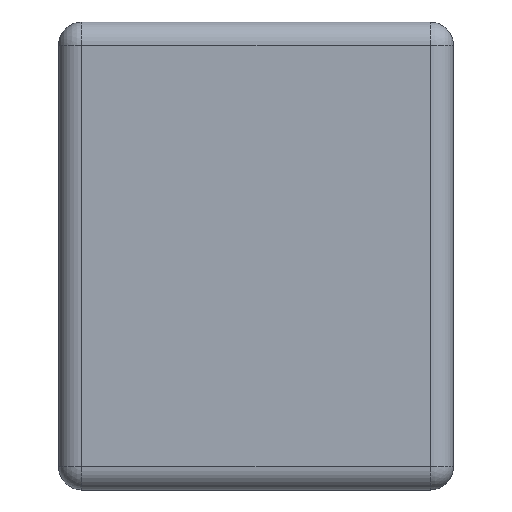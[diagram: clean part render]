
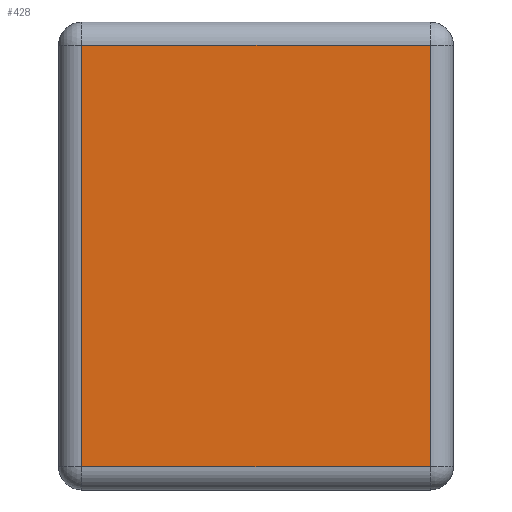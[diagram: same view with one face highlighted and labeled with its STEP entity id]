
A CAD part, left-side view. The second image highlights one B-rep face of the part: STEP entity #428.
In plain terms, the highlighted planar face has unit normal (-1, 0, 0).
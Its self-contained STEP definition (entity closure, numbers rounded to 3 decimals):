
#4 = EDGE_CURVE ( 'NONE', #882, #47, #1120, .T. ) ;
#20 = DIRECTION ( 'NONE',  ( 0., 0., -1. ) ) ;
#47 = VERTEX_POINT ( 'NONE', #510 ) ;
#54 = FACE_OUTER_BOUND ( 'NONE', #770, .T. ) ;
#85 = PLANE ( 'NONE',  #799 ) ;
#146 = VECTOR ( 'NONE', #20, 1000. ) ;
#173 = EDGE_CURVE ( 'NONE', #47, #292, #836, .T. ) ;
#211 = ORIENTED_EDGE ( 'NONE', *, *, #4, .T. ) ;
#222 = LINE ( 'NONE', #668, #945 ) ;
#268 = DIRECTION ( 'NONE',  ( 0., 0., -1. ) ) ;
#274 = DIRECTION ( 'NONE',  ( 1., 0., 0. ) ) ;
#292 = VERTEX_POINT ( 'NONE', #435 ) ;
#294 = VECTOR ( 'NONE', #1276, 1000. ) ;
#320 = DIRECTION ( 'NONE',  ( 0., -1., 0. ) ) ;
#428 = ADVANCED_FACE ( 'NONE', ( #54 ), #85, .F. ) ;
#435 = CARTESIAN_POINT ( 'NONE',  ( -1.6, 0.08, -0.72 ) ) ;
#510 = CARTESIAN_POINT ( 'NONE',  ( -1.6, 1.27, -0.72 ) ) ;
#533 = VECTOR ( 'NONE', #320, 1000. ) ;
#567 = ORIENTED_EDGE ( 'NONE', *, *, #1244, .T. ) ;
#601 = VERTEX_POINT ( 'NONE', #1168 ) ;
#612 = CARTESIAN_POINT ( 'NONE',  ( -1.6, 1.27, -0.8 ) ) ;
#627 = EDGE_CURVE ( 'NONE', #601, #882, #222, .T. ) ;
#668 = CARTESIAN_POINT ( 'NONE',  ( -1.6, 1.35, 0.72 ) ) ;
#677 = DIRECTION ( 'NONE',  ( 0., 1., 0. ) ) ;
#730 = CARTESIAN_POINT ( 'NONE',  ( -1.6, 1.35, -0.72 ) ) ;
#753 = CARTESIAN_POINT ( 'NONE',  ( -1.6, 1.27, 0.72 ) ) ;
#770 = EDGE_LOOP ( 'NONE', ( #211, #935, #567, #1267 ) ) ;
#799 = AXIS2_PLACEMENT_3D ( 'NONE', #857, #274, #268 ) ;
#816 = LINE ( 'NONE', #1186, #294 ) ;
#836 = LINE ( 'NONE', #730, #533 ) ;
#857 = CARTESIAN_POINT ( 'NONE',  ( -1.6, 1.35, -0.8 ) ) ;
#882 = VERTEX_POINT ( 'NONE', #753 ) ;
#935 = ORIENTED_EDGE ( 'NONE', *, *, #173, .T. ) ;
#945 = VECTOR ( 'NONE', #677, 1000. ) ;
#1120 = LINE ( 'NONE', #612, #146 ) ;
#1168 = CARTESIAN_POINT ( 'NONE',  ( -1.6, 0.08, 0.72 ) ) ;
#1186 = CARTESIAN_POINT ( 'NONE',  ( -1.6, 0.08, -0.8 ) ) ;
#1244 = EDGE_CURVE ( 'NONE', #292, #601, #816, .T. ) ;
#1267 = ORIENTED_EDGE ( 'NONE', *, *, #627, .T. ) ;
#1276 = DIRECTION ( 'NONE',  ( 0., 0., 1. ) ) ;
